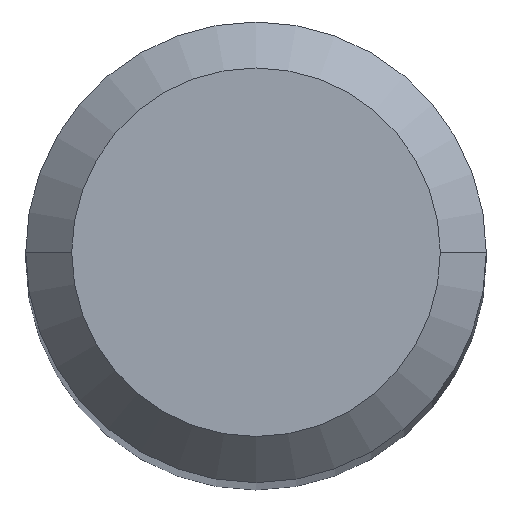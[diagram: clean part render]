
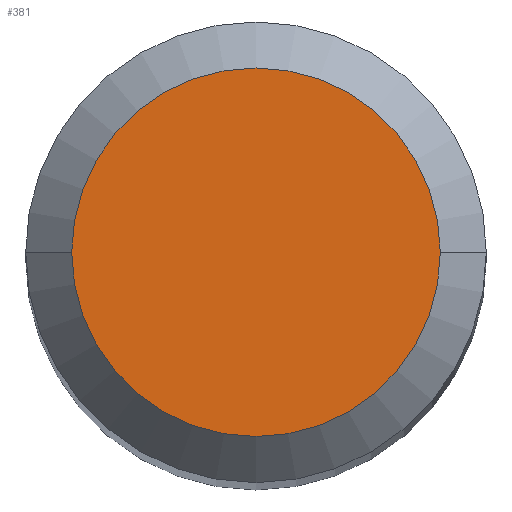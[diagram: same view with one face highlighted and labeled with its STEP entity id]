
A CAD part, top view. The second image highlights one B-rep face of the part: STEP entity #381.
In plain terms, the highlighted planar face has unit normal (0, 0, 1).
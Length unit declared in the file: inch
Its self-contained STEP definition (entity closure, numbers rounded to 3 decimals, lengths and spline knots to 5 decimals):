
#13 = DIRECTION ( 'NONE',  ( 1., 0., 0. ) ) ;
#72 = FACE_OUTER_BOUND ( 'NONE', #339, .T. ) ;
#133 = CARTESIAN_POINT ( 'NONE',  ( 0.04724, 0., 0. ) ) ;
#142 = ORIENTED_EDGE ( 'NONE', *, *, #192, .T. ) ;
#153 = DIRECTION ( 'NONE',  ( -1., 0., 0. ) ) ;
#169 = CIRCLE ( 'NONE', #404, 0.04724 ) ;
#192 = EDGE_CURVE ( 'NONE', #453, #345, #169, .T. ) ;
#257 = AXIS2_PLACEMENT_3D ( 'NONE', #311, #302, #153 ) ;
#263 = ORIENTED_EDGE ( 'NONE', *, *, #391, .T. ) ;
#268 = CARTESIAN_POINT ( 'NONE',  ( -0.04724, 0., 0. ) ) ;
#272 = DIRECTION ( 'NONE',  ( 0., 0., 1. ) ) ;
#282 = CIRCLE ( 'NONE', #347, 0.04724 ) ;
#302 = DIRECTION ( 'NONE',  ( 0., 0., -1. ) ) ;
#311 = CARTESIAN_POINT ( 'NONE',  ( 0., 0., 0. ) ) ;
#336 = CARTESIAN_POINT ( 'NONE',  ( 0., 0., 0. ) ) ;
#339 = EDGE_LOOP ( 'NONE', ( #142, #263 ) ) ;
#345 = VERTEX_POINT ( 'NONE', #133 ) ;
#347 = AXIS2_PLACEMENT_3D ( 'NONE', #336, #481, #452 ) ;
#378 = PLANE ( 'NONE',  #257 ) ;
#381 = ADVANCED_FACE ( 'NONE', ( #72 ), #378, .F. ) ;
#388 = CARTESIAN_POINT ( 'NONE',  ( 0., 0., 0. ) ) ;
#391 = EDGE_CURVE ( 'NONE', #345, #453, #282, .T. ) ;
#404 = AXIS2_PLACEMENT_3D ( 'NONE', #388, #272, #13 ) ;
#452 = DIRECTION ( 'NONE',  ( 1., 0., 0. ) ) ;
#453 = VERTEX_POINT ( 'NONE', #268 ) ;
#481 = DIRECTION ( 'NONE',  ( 0., 0., 1. ) ) ;
